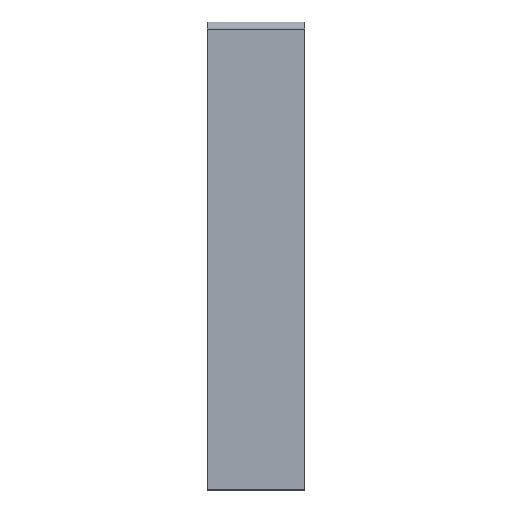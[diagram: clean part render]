
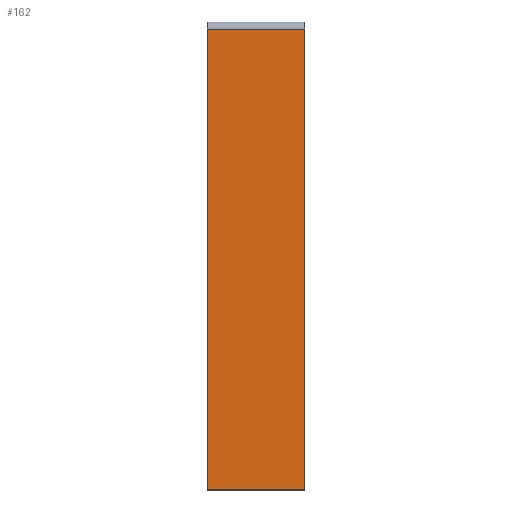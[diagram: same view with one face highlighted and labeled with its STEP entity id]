
A CAD part, top view. The second image highlights one B-rep face of the part: STEP entity #162.
In plain terms, the highlighted planar face has unit normal (0, 0, 1).
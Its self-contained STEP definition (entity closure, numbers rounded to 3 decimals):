
#162 = ADVANCED_FACE ( 'NONE', ( #10509 ), #7438, .F. ) ;
#386 = VECTOR ( 'NONE', #735, 1000. ) ;
#389 = CARTESIAN_POINT ( 'NONE',  ( 0., 0., 66. ) ) ;
#544 = LINE ( 'NONE', #6431, #4046 ) ;
#735 = DIRECTION ( 'NONE',  ( 0., -1., 0. ) ) ;
#1039 = ORIENTED_EDGE ( 'NONE', *, *, #3985, .F. ) ;
#2217 = VERTEX_POINT ( 'NONE', #7135 ) ;
#2226 = ORIENTED_EDGE ( 'NONE', *, *, #6063, .T. ) ;
#2288 = ORIENTED_EDGE ( 'NONE', *, *, #2409, .T. ) ;
#2409 = EDGE_CURVE ( 'NONE', #2217, #5055, #2462, .T. ) ;
#2462 = LINE ( 'NONE', #10520, #9550 ) ;
#2991 = LINE ( 'NONE', #10414, #386 ) ;
#3419 = EDGE_LOOP ( 'NONE', ( #2288, #1039, #8044, #2226 ) ) ;
#3652 = DIRECTION ( 'NONE',  ( 0., 0., -1. ) ) ;
#3985 = EDGE_CURVE ( 'NONE', #6470, #5055, #9346, .T. ) ;
#4046 = VECTOR ( 'NONE', #6473, 1000. ) ;
#4487 = DIRECTION ( 'NONE',  ( -1., 0., 0. ) ) ;
#5055 = VERTEX_POINT ( 'NONE', #389 ) ;
#6063 = EDGE_CURVE ( 'NONE', #6937, #2217, #544, .T. ) ;
#6191 = VECTOR ( 'NONE', #4487, 1000. ) ;
#6315 = CARTESIAN_POINT ( 'NONE',  ( 27.5, 0., 66. ) ) ;
#6431 = CARTESIAN_POINT ( 'NONE',  ( 27.5, 130., 66. ) ) ;
#6470 = VERTEX_POINT ( 'NONE', #9875 ) ;
#6473 = DIRECTION ( 'NONE',  ( -1., 0., 0. ) ) ;
#6518 = CARTESIAN_POINT ( 'NONE',  ( 27.5, 0., 66. ) ) ;
#6617 = DIRECTION ( 'NONE',  ( -1., 0., 0. ) ) ;
#6778 = EDGE_CURVE ( 'NONE', #6937, #6470, #2991, .T. ) ;
#6937 = VERTEX_POINT ( 'NONE', #11478 ) ;
#7135 = CARTESIAN_POINT ( 'NONE',  ( 0., 130., 66. ) ) ;
#7438 = PLANE ( 'NONE',  #7512 ) ;
#7512 = AXIS2_PLACEMENT_3D ( 'NONE', #6518, #3652, #6617 ) ;
#8044 = ORIENTED_EDGE ( 'NONE', *, *, #6778, .F. ) ;
#9346 = LINE ( 'NONE', #6315, #6191 ) ;
#9550 = VECTOR ( 'NONE', #11419, 1000. ) ;
#9875 = CARTESIAN_POINT ( 'NONE',  ( 27.5, 0., 66. ) ) ;
#10414 = CARTESIAN_POINT ( 'NONE',  ( 27.5, 0., 66. ) ) ;
#10509 = FACE_OUTER_BOUND ( 'NONE', #3419, .T. ) ;
#10520 = CARTESIAN_POINT ( 'NONE',  ( 0., 0., 66. ) ) ;
#11419 = DIRECTION ( 'NONE',  ( 0., -1., 0. ) ) ;
#11478 = CARTESIAN_POINT ( 'NONE',  ( 27.5, 130., 66. ) ) ;
